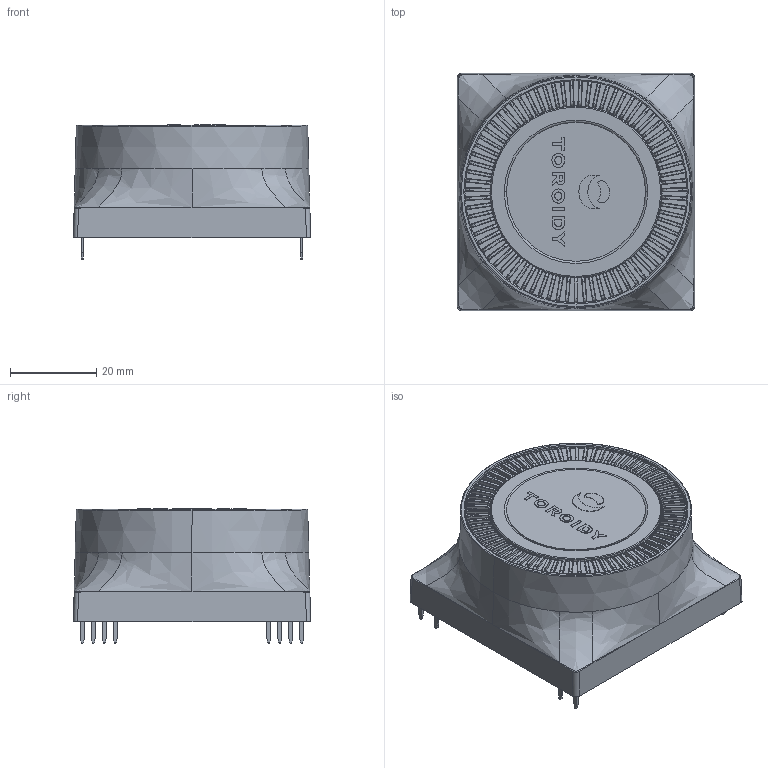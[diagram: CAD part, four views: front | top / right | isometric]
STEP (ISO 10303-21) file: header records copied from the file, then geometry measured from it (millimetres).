
FILE_DESCRIPTION (( 'STEP AP214' ), '1' );
FILE_NAME ('kpcb_10V.STEP', '2025-06-12T08:18:47', ( '' ), ( '' ), 'SwSTEP 2.0', 'SolidWorks 2018', '' );
FILE_SCHEMA (( 'AUTOMOTIVE_DESIGN' ));
Length unit declared in the file: millimetre
Products named in the file (2): kpcb_10V
Bounding box: 55 x 55 x 31.1 mm (x, y, z)
Volume: 17002.9 mm3; surface area: 26212.7 mm2
Topology: 13 solids, 13 shells, 1771 faces, 4490 edges, 2765 vertices
Faces by surface type: plane 782, cylinder 455, bspline 396, cone 107, torus 31
Entity records: 91638 total; most frequent: CARTESIAN_POINT 34151, ORIENTED_EDGE 8960, DIRECTION 6686, EDGE_CURVE 4480, VERTEX_POINT 2765, AXIS2_PLACEMENT_3D 2504, EDGE_LOOP 1823, UNCERTAINTY_MEASURE_WITH_UNIT 1786
